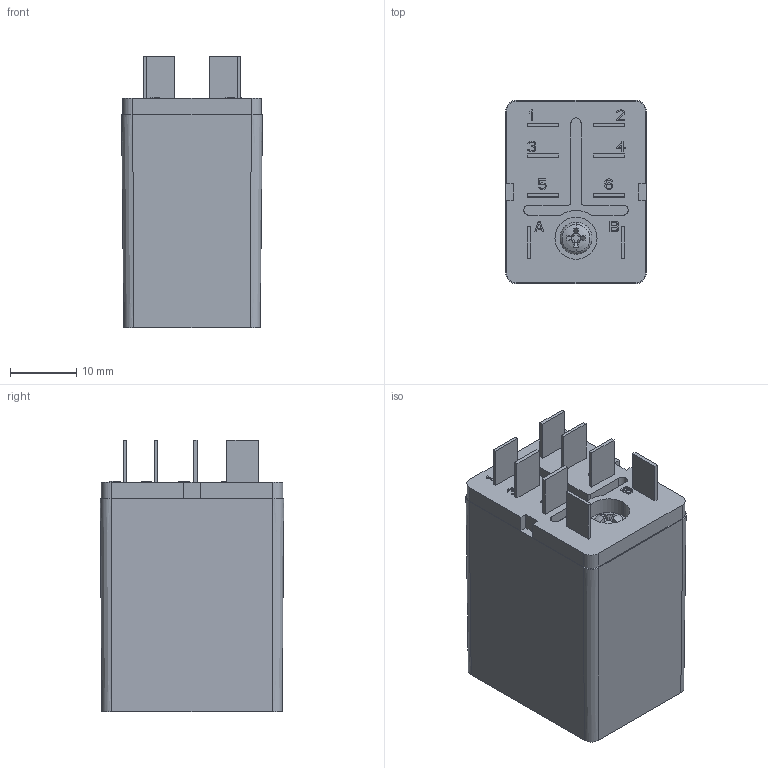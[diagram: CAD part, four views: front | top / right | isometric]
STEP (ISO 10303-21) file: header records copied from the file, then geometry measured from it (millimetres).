
FILE_DESCRIPTION((''),'2;1');
FILE_NAME('C-4-1393144-0','2009-07-18T',('workeradm'),(''),'PRO/ENGINEER BY PARAMETRIC TECHNOLOGY CORPORATION, 2008380','PRO/ENGINEER BY PARAMETRIC TECHNOLOGY CORPORATION, 2008380','');
FILE_SCHEMA(('AUTOMOTIVE_DESIGN { 1 0 10303 214 1 1 1 1 }'));
Length unit declared in the file: millimetre
Products named in the file (1): C-4-1393144-0
Bounding box: 21.29 x 27.74 x 41.07 mm (x, y, z)
Volume: 19892.2 mm3; surface area: 5123.3 mm2
Topology: 1 solids, 1 shells, 375 faces, 1040 edges, 692 vertices
Faces by surface type: plane 353, cylinder 14, bspline 4, torus 2, sphere 2
Entity records: 11918 total; most frequent: CARTESIAN_POINT 2216, ORIENTED_EDGE 2080, DIRECTION 1842, EDGE_CURVE 1040, VECTOR 980, LINE 980, VERTEX_POINT 692, AXIS2_PLACEMENT_3D 431
